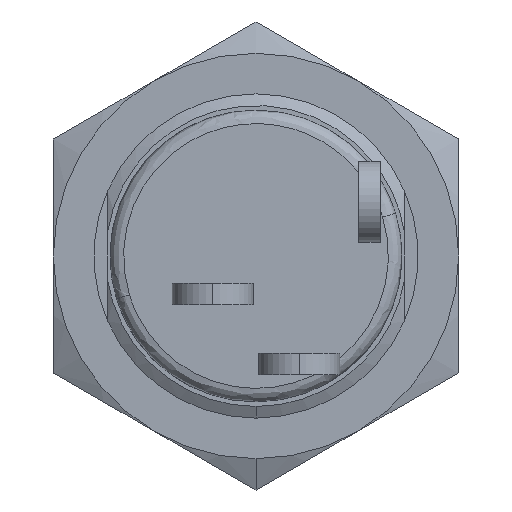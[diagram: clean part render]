
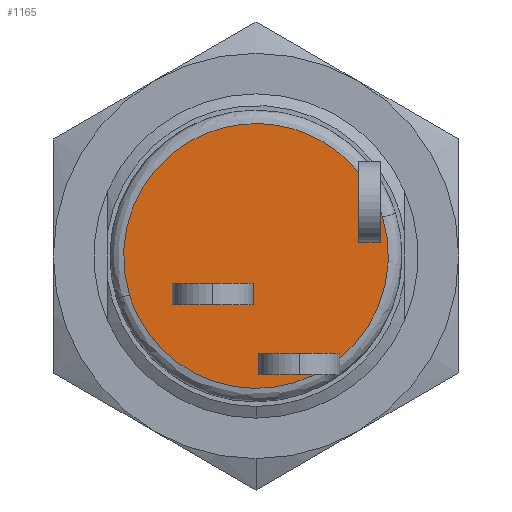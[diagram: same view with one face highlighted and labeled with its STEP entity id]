
A CAD part, left-side view. The second image highlights one B-rep face of the part: STEP entity #1165.
In plain terms, the highlighted planar face has unit normal (-1, 0, 0).
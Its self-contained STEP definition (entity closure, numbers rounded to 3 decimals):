
#60 = VERTEX_POINT ( 'NONE', #2265 ) ;
#89 = CARTESIAN_POINT ( 'NONE',  ( -13.8, 0., 0.5 ) ) ;
#146 = DIRECTION ( 'NONE',  ( 0., 0., -1. ) ) ;
#212 = CARTESIAN_POINT ( 'NONE',  ( -13.8, 4.686, -1.434 ) ) ;
#229 = LINE ( 'NONE', #2816, #660 ) ;
#316 = VERTEX_POINT ( 'NONE', #3248 ) ;
#330 = VECTOR ( 'NONE', #2468, 1000. ) ;
#377 = VECTOR ( 'NONE', #1538, 1000. ) ;
#399 = PLANE ( 'NONE',  #1324 ) ;
#415 = CARTESIAN_POINT ( 'NONE',  ( -13.8, 0., -3.6 ) ) ;
#417 = EDGE_CURVE ( 'NONE', #60, #3013, #2070, .T. ) ;
#425 = CARTESIAN_POINT ( 'NONE',  ( -13.8, -4.6, 0. ) ) ;
#427 = ORIENTED_EDGE ( 'NONE', *, *, #1464, .T. ) ;
#486 = ORIENTED_EDGE ( 'NONE', *, *, #958, .F. ) ;
#523 = CARTESIAN_POINT ( 'NONE',  ( -13.8, -4.6, 1.688 ) ) ;
#563 = CARTESIAN_POINT ( 'NONE',  ( -13.8, -4.6, 0.5 ) ) ;
#611 = CARTESIAN_POINT ( 'NONE',  ( -13.8, -4.686, 1.434 ) ) ;
#656 = VECTOR ( 'NONE', #146, 1000. ) ;
#660 = VECTOR ( 'NONE', #1236, 1000. ) ;
#662 = CARTESIAN_POINT ( 'NONE',  ( -13.8, -3.1, -3.795 ) ) ;
#683 = CARTESIAN_POINT ( 'NONE',  ( -13.8, 3.1, -1. ) ) ;
#684 = CARTESIAN_POINT ( 'NONE',  ( -13.8, 0.1, -1.8 ) ) ;
#702 = VECTOR ( 'NONE', #2018, 1000. ) ;
#709 = VECTOR ( 'NONE', #851, 1000. ) ;
#716 = DIRECTION ( 'NONE',  ( -1., 0., 0. ) ) ;
#717 = CARTESIAN_POINT ( 'NONE',  ( -13.8, 3.736, -4.537 ) ) ;
#777 = CARTESIAN_POINT ( 'NONE',  ( -13.8, 0.758, -5.828 ) ) ;
#851 = DIRECTION ( 'NONE',  ( 0., 1., 0. ) ) ;
#882 = ORIENTED_EDGE ( 'NONE', *, *, #3048, .F. ) ;
#958 = EDGE_CURVE ( 'NONE', #2796, #1424, #1457, .T. ) ;
#961 = LINE ( 'NONE', #1966, #1043 ) ;
#978 =( BOUNDED_CURVE ( )  B_SPLINE_CURVE ( 3, ( #611, #3211, #2876, #662 ),
 .UNSPECIFIED., .F., .T. ) 
 B_SPLINE_CURVE_WITH_KNOTS ( ( 4, 4 ),
 ( 0.044, 1. ),
 .UNSPECIFIED. ) 
 CURVE ( )  GEOMETRIC_REPRESENTATION_ITEM ( )  RATIONAL_B_SPLINE_CURVE ( ( 1., 0.887, 0.887, 1. ) ) 
 REPRESENTATION_ITEM ( '' )  );
#1043 = VECTOR ( 'NONE', #2210, 1000. ) ;
#1044 = VERTEX_POINT ( 'NONE', #1194 ) ;
#1057 = EDGE_CURVE ( 'NONE', #316, #1044, #2651, .T. ) ;
#1119 = CARTESIAN_POINT ( 'NONE',  ( -13.8, -3.8, 0.5 ) ) ;
#1165 = ADVANCED_FACE ( 'NONE', ( #1655, #2684 ), #399, .T. ) ;
#1179 = ORIENTED_EDGE ( 'NONE', *, *, #3230, .T. ) ;
#1194 = CARTESIAN_POINT ( 'NONE',  ( -13.8, 3.1, -1.8 ) ) ;
#1233 = ORIENTED_EDGE ( 'NONE', *, *, #3148, .F. ) ;
#1236 = DIRECTION ( 'NONE',  ( 0., 1., 0. ) ) ;
#1285 = ORIENTED_EDGE ( 'NONE', *, *, #417, .F. ) ;
#1288 = CARTESIAN_POINT ( 'NONE',  ( -13.8, 0.588, 8.483 ) ) ;
#1306 = CARTESIAN_POINT ( 'NONE',  ( -13.8, 0.1, -1. ) ) ;
#1315 = DIRECTION ( 'NONE',  ( 0., -1., 0. ) ) ;
#1319 = CARTESIAN_POINT ( 'NONE',  ( -13.8, -3.8, 3.094 ) ) ;
#1324 = AXIS2_PLACEMENT_3D ( 'NONE', #1734, #716, #2282 ) ;
#1345 = VERTEX_POINT ( 'NONE', #3096 ) ;
#1353 = VERTEX_POINT ( 'NONE', #563 ) ;
#1356 = CARTESIAN_POINT ( 'NONE',  ( -13.8, -4.659, 1.519 ) ) ;
#1364 = VERTEX_POINT ( 'NONE', #2336 ) ;
#1424 = VERTEX_POINT ( 'NONE', #1119 ) ;
#1444 =( BOUNDED_CURVE ( )  B_SPLINE_CURVE ( 3, ( #2011, #777, #717, #212 ),
 .UNSPECIFIED., .F., .T. ) 
 B_SPLINE_CURVE_WITH_KNOTS ( ( 4, 4 ),
 ( 0., 0.386 ),
 .UNSPECIFIED. ) 
 CURVE ( )  GEOMETRIC_REPRESENTATION_ITEM ( )  RATIONAL_B_SPLINE_CURVE ( ( 1., 0.766, 0.766, 1. ) ) 
 REPRESENTATION_ITEM ( '' )  );
#1457 = LINE ( 'NONE', #2000, #2089 ) ;
#1464 = EDGE_CURVE ( 'NONE', #2697, #1353, #2711, .T. ) ;
#1497 = VERTEX_POINT ( 'NONE', #2232 ) ;
#1538 = DIRECTION ( 'NONE',  ( 0., 0., -1. ) ) ;
#1626 = VECTOR ( 'NONE', #1315, 1000. ) ;
#1628 = LINE ( 'NONE', #89, #709 ) ;
#1637 = EDGE_CURVE ( 'NONE', #2932, #1044, #2261, .T. ) ;
#1655 = FACE_BOUND ( 'NONE', #1896, .T. ) ;
#1734 = CARTESIAN_POINT ( 'NONE',  ( -13.8, 0., 0. ) ) ;
#1767 = VERTEX_POINT ( 'NONE', #1306 ) ;
#1778 = CARTESIAN_POINT ( 'NONE',  ( -13.8, -3.1, -3.6 ) ) ;
#1821 = CARTESIAN_POINT ( 'NONE',  ( -13.8, -4.686, 1.434 ) ) ;
#1848 = CARTESIAN_POINT ( 'NONE',  ( -13.8, -0.1, -4.4 ) ) ;
#1853 = ORIENTED_EDGE ( 'NONE', *, *, #2348, .T. ) ;
#1857 = EDGE_CURVE ( 'NONE', #2774, #1497, #978, .T. ) ;
#1896 = EDGE_LOOP ( 'NONE', ( #2548, #2169, #1179, #2086 ) ) ;
#1920 = EDGE_CURVE ( 'NONE', #2697, #2774, #2804, .T. ) ;
#1966 = CARTESIAN_POINT ( 'NONE',  ( -13.8, -3.1, -4.4 ) ) ;
#1989 = CARTESIAN_POINT ( 'NONE',  ( -13.8, 0.1, -1.8 ) ) ;
#1998 = EDGE_CURVE ( 'NONE', #1353, #1424, #1628, .T. ) ;
#2000 = CARTESIAN_POINT ( 'NONE',  ( -13.8, -3.8, 3.5 ) ) ;
#2007 =( BOUNDED_CURVE ( )  B_SPLINE_CURVE ( 3, ( #2547, #2052, #1288, #1319 ),
 .UNSPECIFIED., .F., .T. ) 
 B_SPLINE_CURVE_WITH_KNOTS ( ( 4, 4 ),
 ( 0.386, 1. ),
 .UNSPECIFIED. ) 
 CURVE ( )  GEOMETRIC_REPRESENTATION_ITEM ( )  RATIONAL_B_SPLINE_CURVE ( ( 1., 0.461, 0.461, 1. ) ) 
 REPRESENTATION_ITEM ( '' )  );
#2011 = CARTESIAN_POINT ( 'NONE',  ( -13.8, -2.156, -4.4 ) ) ;
#2018 = DIRECTION ( 'NONE',  ( 0., 1., 0. ) ) ;
#2052 = CARTESIAN_POINT ( 'NONE',  ( -13.8, 6.719, 5.212 ) ) ;
#2070 = LINE ( 'NONE', #2310, #377 ) ;
#2086 = ORIENTED_EDGE ( 'NONE', *, *, #2140, .F. ) ;
#2089 = VECTOR ( 'NONE', #2487, 1000. ) ;
#2132 = CARTESIAN_POINT ( 'NONE',  ( -13.8, -4.686, 1.434 ) ) ;
#2140 = EDGE_CURVE ( 'NONE', #2932, #1767, #2143, .T. ) ;
#2143 = LINE ( 'NONE', #684, #2563 ) ;
#2169 = ORIENTED_EDGE ( 'NONE', *, *, #1057, .F. ) ;
#2204 = EDGE_CURVE ( 'NONE', #60, #2658, #2921, .T. ) ;
#2210 = DIRECTION ( 'NONE',  ( 0., 0., 1. ) ) ;
#2232 = CARTESIAN_POINT ( 'NONE',  ( -13.8, -3.1, -3.795 ) ) ;
#2261 = LINE ( 'NONE', #3298, #702 ) ;
#2265 = CARTESIAN_POINT ( 'NONE',  ( -13.8, -0.1, -3.6 ) ) ;
#2282 = DIRECTION ( 'NONE',  ( 0., 0., 1. ) ) ;
#2310 = CARTESIAN_POINT ( 'NONE',  ( -13.8, -0.1, -3.6 ) ) ;
#2325 = LINE ( 'NONE', #2788, #1626 ) ;
#2335 = EDGE_CURVE ( 'NONE', #1345, #1364, #1444, .T. ) ;
#2336 = CARTESIAN_POINT ( 'NONE',  ( -13.8, 4.686, -1.434 ) ) ;
#2348 = EDGE_CURVE ( 'NONE', #1345, #3013, #229, .T. ) ;
#2350 = ORIENTED_EDGE ( 'NONE', *, *, #1920, .F. ) ;
#2368 = CARTESIAN_POINT ( 'NONE',  ( -13.8, -4.6, 1.688 ) ) ;
#2373 = DIRECTION ( 'NONE',  ( 0., 0., -1. ) ) ;
#2468 = DIRECTION ( 'NONE',  ( 0., -1., 0. ) ) ;
#2487 = DIRECTION ( 'NONE',  ( 0., 0., -1. ) ) ;
#2547 = CARTESIAN_POINT ( 'NONE',  ( -13.8, 4.686, -1.434 ) ) ;
#2548 = ORIENTED_EDGE ( 'NONE', *, *, #1637, .T. ) ;
#2559 = ORIENTED_EDGE ( 'NONE', *, *, #2335, .F. ) ;
#2563 = VECTOR ( 'NONE', #3242, 1000. ) ;
#2590 = CARTESIAN_POINT ( 'NONE',  ( -13.8, -3.8, 3.094 ) ) ;
#2651 = LINE ( 'NONE', #683, #656 ) ;
#2658 = VERTEX_POINT ( 'NONE', #1778 ) ;
#2684 = FACE_OUTER_BOUND ( 'NONE', #2968, .T. ) ;
#2697 = VERTEX_POINT ( 'NONE', #523 ) ;
#2711 = LINE ( 'NONE', #425, #3267 ) ;
#2774 = VERTEX_POINT ( 'NONE', #1821 ) ;
#2788 = CARTESIAN_POINT ( 'NONE',  ( -13.8, 0., -1. ) ) ;
#2796 = VERTEX_POINT ( 'NONE', #2590 ) ;
#2804 =( BOUNDED_CURVE ( )  B_SPLINE_CURVE ( 3, ( #2368, #3176, #1356, #2132 ),
 .UNSPECIFIED., .F., .T. ) 
 B_SPLINE_CURVE_WITH_KNOTS ( ( 4, 4 ),
 ( 0., 0.044 ),
 .UNSPECIFIED. ) 
 CURVE ( )  GEOMETRIC_REPRESENTATION_ITEM ( )  RATIONAL_B_SPLINE_CURVE ( ( 1., 1., 1., 1. ) ) 
 REPRESENTATION_ITEM ( '' )  );
#2816 = CARTESIAN_POINT ( 'NONE',  ( -13.8, 0., -4.4 ) ) ;
#2876 = CARTESIAN_POINT ( 'NONE',  ( -13.8, -4.691, -2.495 ) ) ;
#2921 = LINE ( 'NONE', #415, #330 ) ;
#2932 = VERTEX_POINT ( 'NONE', #1989 ) ;
#2968 = EDGE_LOOP ( 'NONE', ( #3284, #486, #882, #2559, #1853, #1285, #3183, #1233, #3071, #2350, #427 ) ) ;
#3013 = VERTEX_POINT ( 'NONE', #1848 ) ;
#3048 = EDGE_CURVE ( 'NONE', #1364, #2796, #2007, .T. ) ;
#3071 = ORIENTED_EDGE ( 'NONE', *, *, #1857, .F. ) ;
#3096 = CARTESIAN_POINT ( 'NONE',  ( -13.8, -2.156, -4.4 ) ) ;
#3148 = EDGE_CURVE ( 'NONE', #1497, #2658, #961, .T. ) ;
#3176 = CARTESIAN_POINT ( 'NONE',  ( -13.8, -4.631, 1.604 ) ) ;
#3183 = ORIENTED_EDGE ( 'NONE', *, *, #2204, .T. ) ;
#3211 = CARTESIAN_POINT ( 'NONE',  ( -13.8, -5.287, -0.53 ) ) ;
#3230 = EDGE_CURVE ( 'NONE', #316, #1767, #2325, .T. ) ;
#3242 = DIRECTION ( 'NONE',  ( 0., 0., 1. ) ) ;
#3248 = CARTESIAN_POINT ( 'NONE',  ( -13.8, 3.1, -1. ) ) ;
#3267 = VECTOR ( 'NONE', #2373, 1000. ) ;
#3284 = ORIENTED_EDGE ( 'NONE', *, *, #1998, .T. ) ;
#3298 = CARTESIAN_POINT ( 'NONE',  ( -13.8, 0., -1.8 ) ) ;
